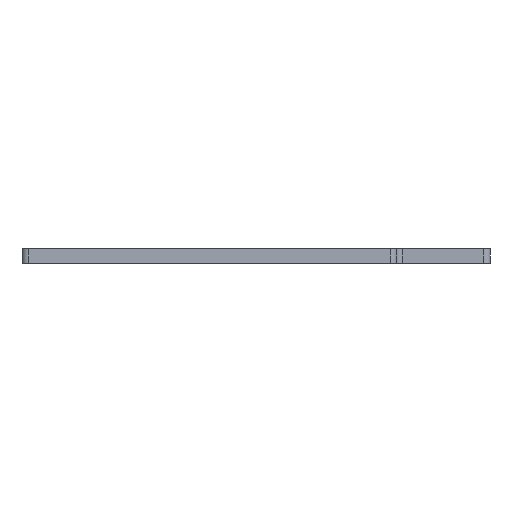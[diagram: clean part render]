
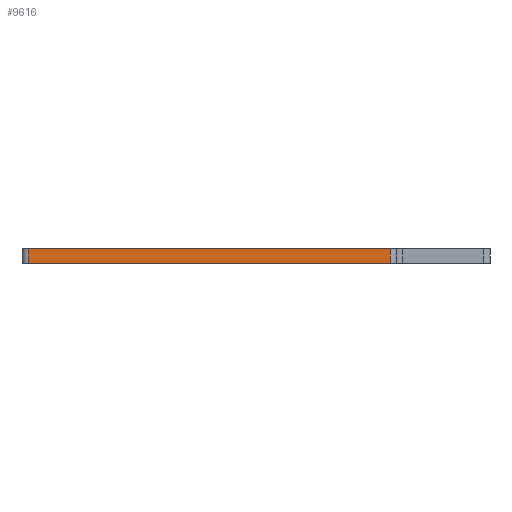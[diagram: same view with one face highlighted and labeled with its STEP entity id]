
A CAD part, left-side view. The second image highlights one B-rep face of the part: STEP entity #9616.
In plain terms, the highlighted planar face has unit normal (-1, 0, 0).
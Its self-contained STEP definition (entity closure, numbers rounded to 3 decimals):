
#1358=CARTESIAN_POINT('',(-95.245,-27.328,8.));
#1359=VERTEX_POINT('',#1358);
#1367=CARTESIAN_POINT('',(-95.245,46.374,8.));
#1368=VERTEX_POINT('',#1367);
#1369=CARTESIAN_POINT('',(-95.245,-27.328,8.));
#1370=DIRECTION('',(-0.,1.,0.));
#1371=VECTOR('',#1370,73.701);
#1372=LINE('',#1369,#1371);
#1373=EDGE_CURVE('',#1359,#1368,#1372,.T.);
#5369=CARTESIAN_POINT('',(-95.245,46.374,11.));
#5370=VERTEX_POINT('',#5369);
#5378=CARTESIAN_POINT('',(-95.245,-27.328,11.));
#5379=VERTEX_POINT('',#5378);
#5380=CARTESIAN_POINT('',(-95.245,-27.328,11.));
#5381=DIRECTION('',(-0.,1.,0.));
#5382=VECTOR('',#5381,73.701);
#5383=LINE('',#5380,#5382);
#5384=EDGE_CURVE('',#5379,#5370,#5383,.T.);
#9595=CARTESIAN_POINT('',(-95.245,9.523,8.));
#9596=DIRECTION('',(1.,0.,0.));
#9597=DIRECTION('',(-0.,1.,0.));
#9598=AXIS2_PLACEMENT_3D('',#9595,#9596,#9597);
#9599=PLANE('',#9598);
#9600=ORIENTED_EDGE('',*,*,#5384,.T.);
#9601=CARTESIAN_POINT('',(-95.245,46.374,11.));
#9602=DIRECTION('',(-0.,-0.,-1.));
#9603=VECTOR('',#9602,3.);
#9604=LINE('',#9601,#9603);
#9605=EDGE_CURVE('',#5370,#1368,#9604,.T.);
#9606=ORIENTED_EDGE('',*,*,#9605,.T.);
#9607=ORIENTED_EDGE('',*,*,#1373,.F.);
#9608=CARTESIAN_POINT('',(-95.245,-27.328,8.));
#9609=DIRECTION('',(0.,0.,1.));
#9610=VECTOR('',#9609,3.);
#9611=LINE('',#9608,#9610);
#9612=EDGE_CURVE('',#1359,#5379,#9611,.T.);
#9613=ORIENTED_EDGE('',*,*,#9612,.T.);
#9614=EDGE_LOOP('',(#9600,#9606,#9607,#9613));
#9615=FACE_BOUND('',#9614,.T.);
#9616=ADVANCED_FACE('',(#9615),#9599,.F.);
